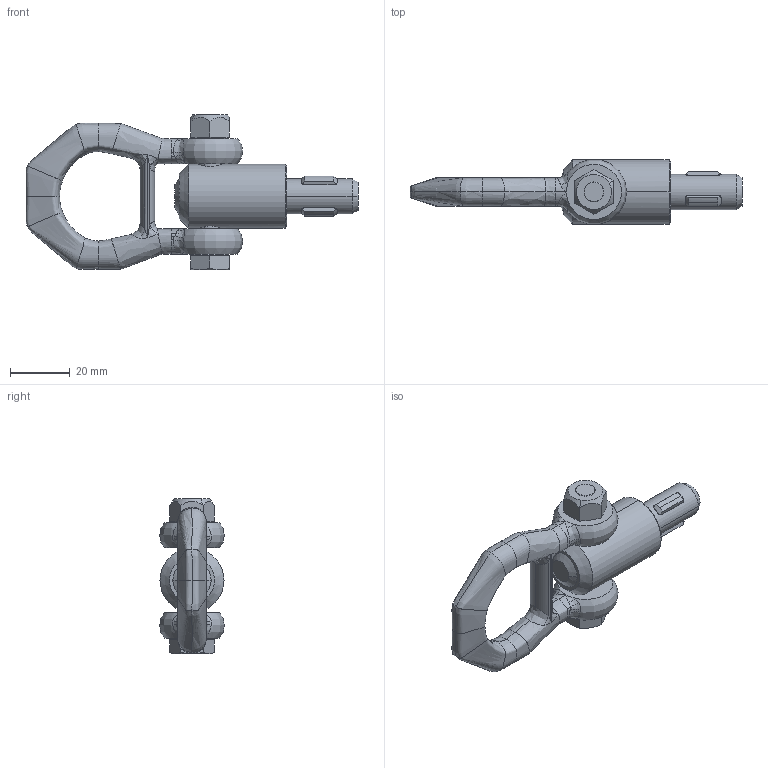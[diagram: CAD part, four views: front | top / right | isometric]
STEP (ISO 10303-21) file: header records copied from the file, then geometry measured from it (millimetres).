
FILE_DESCRIPTION(('STEP AP214'),'1');
FILE_NAME('HALDERN_EH_22352_0014.stp','2021-10-05T09:34:18',('TraceParts'),('TraceParts S.A.'),'Spatial InterOp 3D',' ',' ');
FILE_SCHEMA(('AUTOMOTIVE_DESIGN { 1 0 10303 214 1 1 1 1 }'));
Length unit declared in the file: millimetre
Products named in the file (1): HALDERN_EH_22352_0014_1
Bounding box: 111.45 x 21.75 x 52.3 mm (x, y, z)
Volume: 32999.4 mm3; surface area: 13306 mm2
Topology: 4 solids, 4 shells, 240 faces, 679 edges, 434 vertices
Faces by surface type: cylinder 70, bspline 68, plane 68, cone 32, torus 2
Entity records: 19697 total; most frequent: CARTESIAN_POINT 11997, ORIENTED_EDGE 1328, DIRECTION 1077, EDGE_CURVE 664, VERTEX_POINT 434, AXIS2_PLACEMENT_3D 432, EDGE_LOOP 252, STYLED_ITEM 244
